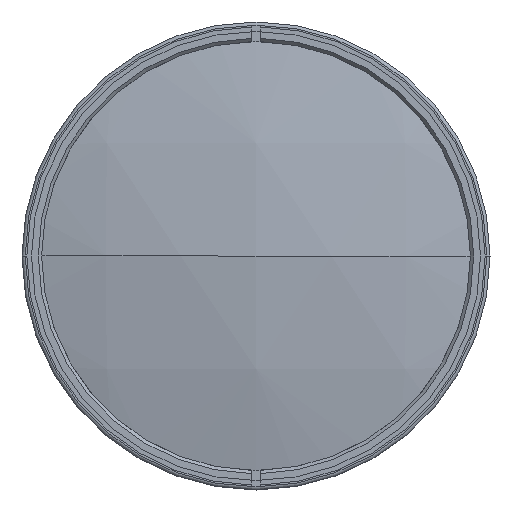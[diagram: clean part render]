
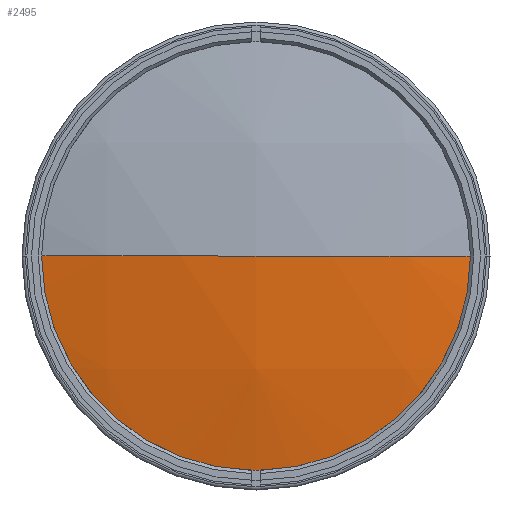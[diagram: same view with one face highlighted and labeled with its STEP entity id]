
A CAD part, left-side view. The second image highlights one B-rep face of the part: STEP entity #2495.
In plain terms, the highlighted spherical face has radius 300.64 mm.
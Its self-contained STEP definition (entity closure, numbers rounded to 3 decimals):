
#51 = CIRCLE ( 'NONE', #2006, 300.64 ) ;
#94 = VERTEX_POINT ( 'NONE', #1069 ) ;
#161 = EDGE_CURVE ( 'NONE', #362, #94, #51, .T. ) ;
#331 = VERTEX_POINT ( 'NONE', #1058 ) ;
#362 = VERTEX_POINT ( 'NONE', #1304 ) ;
#371 = DIRECTION ( 'NONE',  ( 0., 1., 0. ) ) ;
#549 = AXIS2_PLACEMENT_3D ( 'NONE', #2251, #2524, #2504 ) ;
#931 = DIRECTION ( 'NONE',  ( -1., 0., 0. ) ) ;
#959 = CARTESIAN_POINT ( 'NONE',  ( 22.64, 0., 0. ) ) ;
#1058 = CARTESIAN_POINT ( 'NONE',  ( -270.092, -68.5, 0. ) ) ;
#1069 = CARTESIAN_POINT ( 'NONE',  ( -278., 0., 0. ) ) ;
#1145 = EDGE_LOOP ( 'NONE', ( #1940, #2962, #1482 ) ) ;
#1240 = EDGE_CURVE ( 'NONE', #362, #331, #1904, .T. ) ;
#1304 = CARTESIAN_POINT ( 'NONE',  ( -270.092, 68.5, 0. ) ) ;
#1473 = FACE_OUTER_BOUND ( 'NONE', #1145, .T. ) ;
#1482 = ORIENTED_EDGE ( 'NONE', *, *, #161, .F. ) ;
#1523 = SPHERICAL_SURFACE ( 'NONE', #549, 300.64 ) ;
#1543 = CARTESIAN_POINT ( 'NONE',  ( -270.092, 0., 0. ) ) ;
#1616 = EDGE_CURVE ( 'NONE', #331, #94, #2026, .T. ) ;
#1893 = DIRECTION ( 'NONE',  ( 0., 0., -1. ) ) ;
#1904 = CIRCLE ( 'NONE', #2178, 68.5 ) ;
#1939 = DIRECTION ( 'NONE',  ( 0., 0., 1. ) ) ;
#1940 = ORIENTED_EDGE ( 'NONE', *, *, #1240, .T. ) ;
#2006 = AXIS2_PLACEMENT_3D ( 'NONE', #959, #1939, #2986 ) ;
#2026 = CIRCLE ( 'NONE', #2237, 300.64 ) ;
#2178 = AXIS2_PLACEMENT_3D ( 'NONE', #1543, #931, #2736 ) ;
#2237 = AXIS2_PLACEMENT_3D ( 'NONE', #3213, #1893, #371 ) ;
#2251 = CARTESIAN_POINT ( 'NONE',  ( 22.64, 0., 0. ) ) ;
#2495 = ADVANCED_FACE ( 'NONE', ( #1473 ), #1523, .T. ) ;
#2504 = DIRECTION ( 'NONE',  ( 0., 1., 0. ) ) ;
#2524 = DIRECTION ( 'NONE',  ( 0., 0., -1. ) ) ;
#2736 = DIRECTION ( 'NONE',  ( 0., 0., 1. ) ) ;
#2962 = ORIENTED_EDGE ( 'NONE', *, *, #1616, .T. ) ;
#2986 = DIRECTION ( 'NONE',  ( 0., -1., 0. ) ) ;
#3213 = CARTESIAN_POINT ( 'NONE',  ( 22.64, 0., 0. ) ) ;
